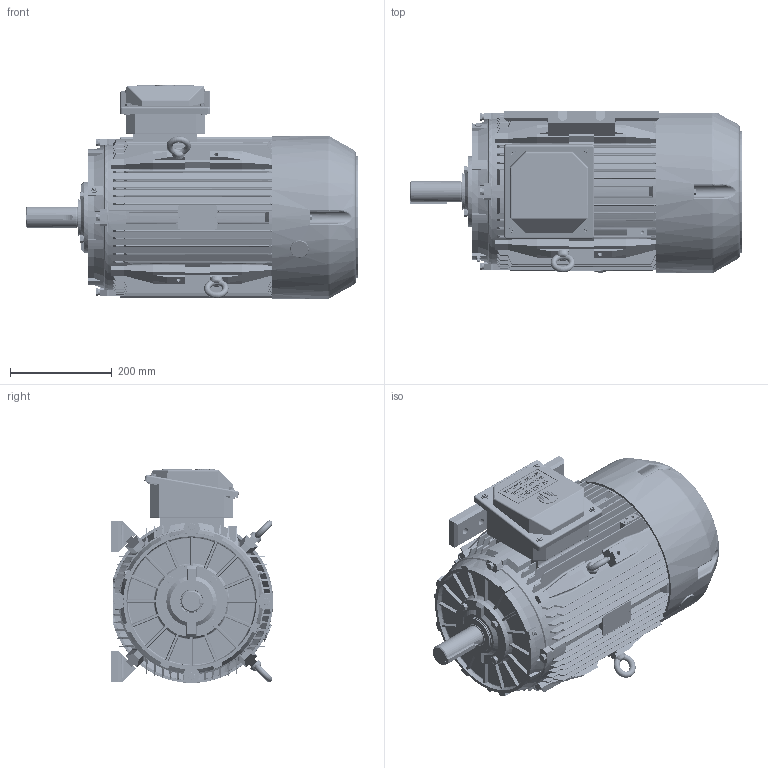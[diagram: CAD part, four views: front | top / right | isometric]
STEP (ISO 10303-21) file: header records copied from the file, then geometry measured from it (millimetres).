
FILE_DESCRIPTION (( 'STEP AP203' ), '1' );
FILE_NAME ('841-256T俋倛芞F1.STEP', '2019-04-22T05:59:29', ( 'abc' ), ( '' ), 'SwSTEP 2.0', 'SolidWorks 2008', '' );
FILE_SCHEMA (( 'CONFIG_CONTROL_DESIGN' ));
Length unit declared in the file: millimetre
Products named in the file (30): NEMA 256T 底脚_默认; TC 160 轴承外盖NDE_默认; 841-250T 轴承外盖NDE_默认; TC 160 B3 端盖_默认; TC 160 轴承内盖_默认; 吊环M10_默认; 8_默认; 新NEMA250T接线盒盖A_默认; NEMA 250-280接线盒盖垫_默认; M6-10_默认; 迷宫式油封45-65-16_默认; 放油嘴_默认; 841-256T俋倛芞F1; TC 160L 机座_默认; NEMA 256T转子_默认; 256T转轴_默认; 6309_默认; NEMA平键9.525-73.5_默认; 油封45-65-8_默认; IE2 160风叶_默认; 扣塞_默认; 铜油嘴_默认; M8-30_默认; M8-60_默认; 250T 装配体A_默认; 新NEMA250T接线盒座A_默认; 250-280T接线盒座垫_默认; TX 160铸铁风罩2_默认; 160后端盖螺栓_默认; hexagon head bolts-full thread gb_GB_FASTENER_BOLT_STBAB A M6X16-N
Assembly tree (56 placements, depth 3):
  841-256T俋倛芞F1
    M8-30_默认  x4
    841-250T 轴承外盖NDE_默认
    8_默认  x8
    TX 160铸铁风罩2_默认
    160后端盖螺栓_默认  x4
    IE2 160风叶_默认
    M8-60_默认  x4
    TC 160 轴承外盖NDE_默认
    扣塞_默认
    250T 装配体A_默认
      M6-10_默认  x4
      新NEMA250T接线盒座A_默认
      新NEMA250T接线盒盖A_默认
      NEMA 250-280接线盒盖垫_默认
    NEMA 256T 底脚_默认  x2
    油封45-65-8_默认
    铜油嘴_默认  x2
    hexagon head bolts-full thread gb_GB_FASTENER_BOLT_STBAB A M6X16-N  x3
    放油嘴_默认
    TC 160L 机座_默认
    TC 160 轴承内盖_默认  x2
    250-280T接线盒座垫_默认
    吊环M10_默认  x2
    迷宫式油封45-65-16_默认
    NEMA 256T转子_默认
      6309_默认  x2
      NEMA平键9.525-73.5_默认
      256T转轴_默认
    TC 160 B3 端盖_默认  x2
Bounding box: 652.6 x 319.24 x 420.5 mm (x, y, z)
Volume: 10056919.3 mm3; surface area: 2989771.1 mm2
Topology: 56 solids, 57 shells, 4895 faces, 13208 edges, 8389 vertices
Faces by surface type: plane 2150, cylinder 1347, torus 616, cone 484, bspline 236, sphere 62
Entity records: 146536 total; most frequent: CARTESIAN_POINT 49509, ORIENTED_EDGE 20254, DIRECTION 18481, EDGE_CURVE 10127, AXIS2_PLACEMENT_3D 6800, VERTEX_POINT 6478, VECTOR 4881, LINE 4881
